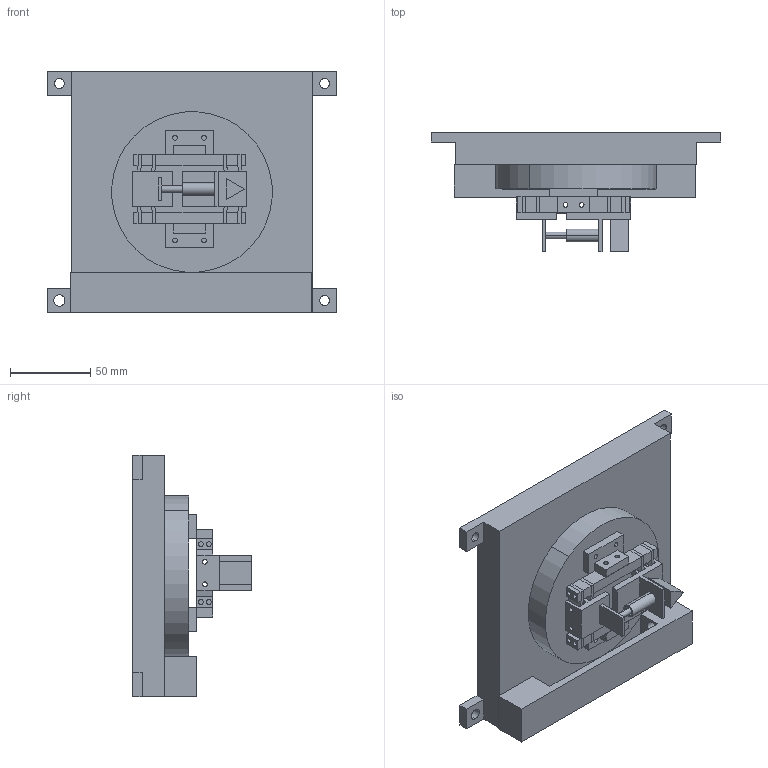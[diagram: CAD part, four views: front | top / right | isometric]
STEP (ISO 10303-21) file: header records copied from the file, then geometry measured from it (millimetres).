
FILE_DESCRIPTION (( 'STEP AP214' ), '1' );
FILE_NAME ('ñáîðêà îáùàÿ.STEP', '2017-03-20T12:13:35', ( 'Èëüÿ' ), ( '' ), 'SwSTEP 2.0', 'SolidWorks 2016', '' );
FILE_SCHEMA (( 'AUTOMOTIVE_DESIGN' ));
Length unit declared in the file: millimetre
Products named in the file (10): êðåïåæü ñòîëèêà ê ïðóæèíàì (ïðèçìà); êðåïåæü ñòîëèêà ê ïðóæèíàì; êðåïåæ êðåïåæà ïðóæèí; 膴樖樉 瀔鵵鴈; ïðóæèíû; ÷åðâÿê; êðóãëàÿ ïëèòà; íèæíÿÿ ÷àñòü; ñáîðêà îáùàÿ; 鼁闉罻 瀔鵵鴈
Assembly tree (14 placements, depth 3):
  ñáîðêà îáùàÿ
    íèæíÿÿ ÷àñòü
    êðóãëàÿ ïëèòà
    ÷åðâÿê
    鼁闉罻 瀔鵵鴈
      ïðóæèíû  x4
      膴樖樉 瀔鵵鴈  x2
      êðåïåæ êðåïåæà ïðóæèí  x2
      êðåïåæü ñòîëèêà ê ïðóæèíàì
      êðåïåæü ñòîëèêà ê ïðóæèíàì (ïðèçìà)
Bounding box: 180 x 74 x 150 mm (x, y, z)
Volume: 652664.7 mm3; surface area: 123004.6 mm2
Topology: 21 solids, 21 shells, 360 faces, 909 edges, 606 vertices
Faces by surface type: plane 192, cylinder 168
Entity records: 7273 total; most frequent: CARTESIAN_POINT 1327, DIRECTION 1165, ORIENTED_EDGE 1074, EDGE_CURVE 537, AXIS2_PLACEMENT_3D 404, VERTEX_POINT 358, LINE 357, VECTOR 357
